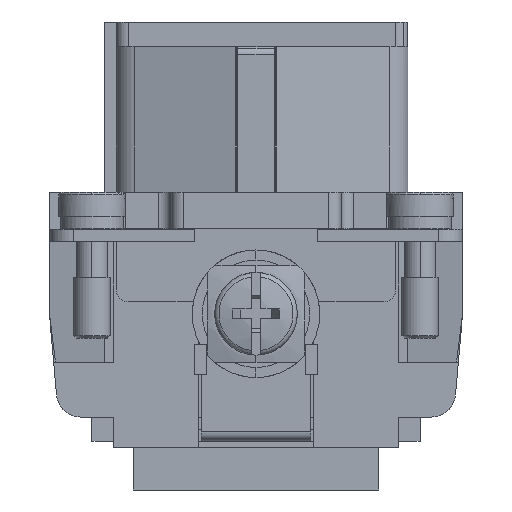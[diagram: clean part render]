
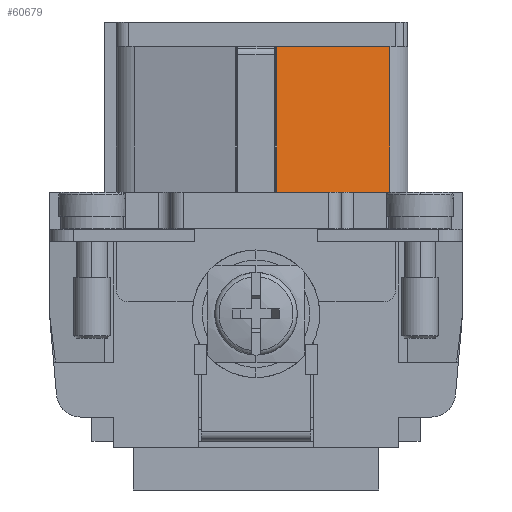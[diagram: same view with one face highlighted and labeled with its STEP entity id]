
A CAD part, left-side view. The second image highlights one B-rep face of the part: STEP entity #60679.
In plain terms, the highlighted planar face has unit normal (-0.966, -0.259, 0).
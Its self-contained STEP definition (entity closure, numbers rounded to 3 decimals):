
#11364=CARTESIAN_POINT('',(-29.503,-11.018,0.0));
#11365=VERTEX_POINT('',#11364);
#11373=CARTESIAN_POINT('',(-32.0,-1.7,0.0));
#11374=VERTEX_POINT('',#11373);
#11375=CARTESIAN_POINT('',(-29.503,-11.018,0.0));
#11376=DIRECTION('',(-0.259,0.966,0.0));
#11377=VECTOR('',#11376,9.646);
#11378=LINE('',#11375,#11377);
#11379=EDGE_CURVE('',#11365,#11374,#11378,.T.);
#16835=CARTESIAN_POINT('',(-29.503,-11.018,12.));
#16836=VERTEX_POINT('',#16835);
#16898=CARTESIAN_POINT('',(-32.0,-1.7,12.));
#16899=VERTEX_POINT('',#16898);
#16906=CARTESIAN_POINT('',(-29.503,-11.018,12.));
#16907=DIRECTION('',(-0.259,0.966,0.0));
#16908=VECTOR('',#16907,9.646);
#16909=LINE('',#16906,#16908);
#16910=EDGE_CURVE('',#16836,#16899,#16909,.T.);
#60650=CARTESIAN_POINT('',(-29.503,-11.018,0.0));
#60651=DIRECTION('',(0.0,0.0,1.0));
#60652=VECTOR('',#60651,12.);
#60653=LINE('',#60650,#60652);
#60654=EDGE_CURVE('',#11365,#16836,#60653,.T.);
#60663=CARTESIAN_POINT('',(-29.503,-11.018,0.0));
#60664=DIRECTION('',(-0.966,-0.259,0.0));
#60665=DIRECTION('',(0.0,0.0,1.0));
#60666=AXIS2_PLACEMENT_3D('',#60663,#60664,#60665);
#60667=PLANE('',#60666);
#60668=ORIENTED_EDGE('',*,*,#16910,.T.);
#60669=CARTESIAN_POINT('',(-32.0,-1.7,0.0));
#60670=DIRECTION('',(0.0,0.0,1.0));
#60671=VECTOR('',#60670,12.);
#60672=LINE('',#60669,#60671);
#60673=EDGE_CURVE('',#11374,#16899,#60672,.T.);
#60674=ORIENTED_EDGE('',*,*,#60673,.F.);
#60675=ORIENTED_EDGE('',*,*,#11379,.F.);
#60676=ORIENTED_EDGE('',*,*,#60654,.T.);
#60677=EDGE_LOOP('',(#60668,#60674,#60675,#60676));
#60678=FACE_OUTER_BOUND('',#60677,.T.);
#60679=ADVANCED_FACE('',(#60678),#60667,.T.);
